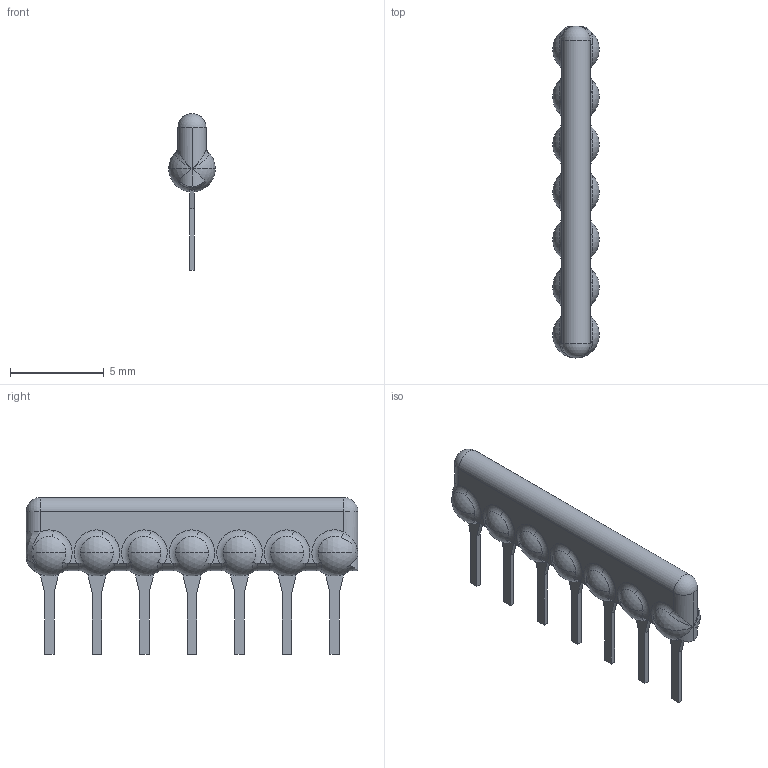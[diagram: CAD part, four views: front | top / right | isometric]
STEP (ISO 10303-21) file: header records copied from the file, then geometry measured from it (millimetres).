
FILE_DESCRIPTION(('STEP AP242'),'1');
FILE_NAME('4607x-101-103lf.stp','2019-11-06T09:39:28',('TraceParts'),('TraceParts S.A.'),'Spatial InterOp 3D',' ',' ');
FILE_SCHEMA(('AP242_MANAGED_MODEL_BASED_3D_ENGINEERING_MIM_LF {1 0 10303 442 1 1 4}'));
Length unit declared in the file: millimetre
Products named in the file (1): 4607x-101-103lf
Bounding box: 2.48 x 17.73 x 8.38 mm (x, y, z)
Volume: 114.4 mm3; surface area: 257.5 mm2
Topology: 1 solids, 15 shells, 259 faces, 601 edges, 373 vertices
Faces by surface type: plane 80, cone 56, torus 54, cylinder 41, sphere 23, bspline 5
Entity records: 8223 total; most frequent: CARTESIAN_POINT 2402, DIRECTION 1250, ORIENTED_EDGE 1190, EDGE_CURVE 595, AXIS2_PLACEMENT_3D 524, VERTEX_POINT 373, CIRCLE 269, EDGE_LOOP 266
